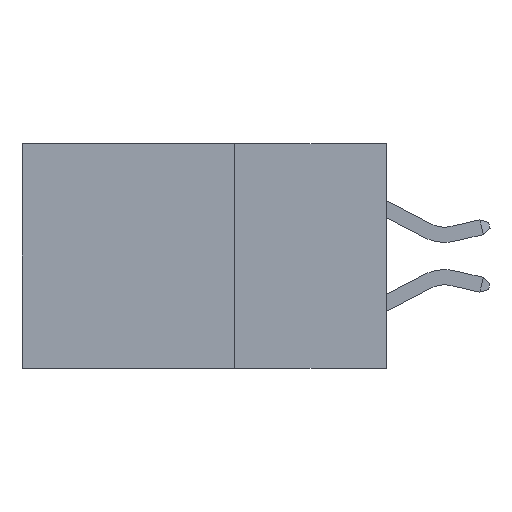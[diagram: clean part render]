
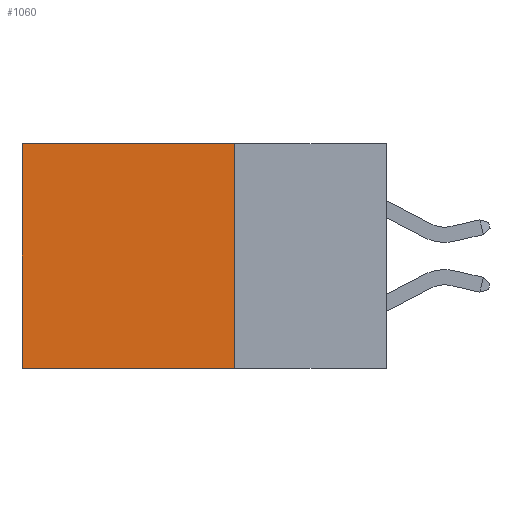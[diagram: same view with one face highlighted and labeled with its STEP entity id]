
A CAD part, left-side view. The second image highlights one B-rep face of the part: STEP entity #1060.
In plain terms, the highlighted planar face has unit normal (-1, 0, 0).
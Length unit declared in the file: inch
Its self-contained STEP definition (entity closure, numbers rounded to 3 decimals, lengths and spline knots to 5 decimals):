
#173 = DIRECTION ( 'NONE',  ( 0., 1., 0. ) ) ;
#1035 = EDGE_LOOP ( 'NONE', ( #1397, #8708, #20031, #19469 ) ) ;
#1060 = ADVANCED_FACE ( 'NONE', ( #25700 ), #14998, .F. ) ;
#1385 = CARTESIAN_POINT ( 'NONE',  ( 0.298, 0.6, 0. ) ) ;
#1397 = ORIENTED_EDGE ( 'NONE', *, *, #17126, .T. ) ;
#2379 = VECTOR ( 'NONE', #10733, 39.37008 ) ;
#3769 = DIRECTION ( 'NONE',  ( 0., 1., 0. ) ) ;
#4144 = VECTOR ( 'NONE', #173, 39.37008 ) ;
#5210 = VERTEX_POINT ( 'NONE', #6117 ) ;
#6117 = CARTESIAN_POINT ( 'NONE',  ( 0.298, 0.25, 0. ) ) ;
#7528 = CARTESIAN_POINT ( 'NONE',  ( 0.298, 0.6, 0. ) ) ;
#7673 = CARTESIAN_POINT ( 'NONE',  ( 0.298, 0.25, -0.37 ) ) ;
#7858 = LINE ( 'NONE', #24306, #2379 ) ;
#7924 = EDGE_CURVE ( 'NONE', #5210, #11159, #15434, .T. ) ;
#8654 = LINE ( 'NONE', #1385, #9938 ) ;
#8674 = EDGE_CURVE ( 'NONE', #19221, #17155, #17878, .T. ) ;
#8708 = ORIENTED_EDGE ( 'NONE', *, *, #8674, .F. ) ;
#9938 = VECTOR ( 'NONE', #15519, 39.37008 ) ;
#10733 = DIRECTION ( 'NONE',  ( 0., 0., -1. ) ) ;
#10874 = EDGE_CURVE ( 'NONE', #5210, #19221, #7858, .T. ) ;
#11159 = VERTEX_POINT ( 'NONE', #7528 ) ;
#12213 = CARTESIAN_POINT ( 'NONE',  ( 0.298, 0.25, 0. ) ) ;
#12649 = VECTOR ( 'NONE', #3769, 39.37008 ) ;
#14880 = DIRECTION ( 'NONE',  ( 0., 0., -1. ) ) ;
#14958 = DIRECTION ( 'NONE',  ( 1., 0., 0. ) ) ;
#14998 = PLANE ( 'NONE',  #24907 ) ;
#15434 = LINE ( 'NONE', #16313, #4144 ) ;
#15519 = DIRECTION ( 'NONE',  ( 0., 0., -1. ) ) ;
#16313 = CARTESIAN_POINT ( 'NONE',  ( 0.298, 0.25, 0. ) ) ;
#17126 = EDGE_CURVE ( 'NONE', #11159, #17155, #8654, .T. ) ;
#17155 = VERTEX_POINT ( 'NONE', #25222 ) ;
#17784 = CARTESIAN_POINT ( 'NONE',  ( 0.298, 0.25, -0.37 ) ) ;
#17878 = LINE ( 'NONE', #17784, #12649 ) ;
#19221 = VERTEX_POINT ( 'NONE', #7673 ) ;
#19469 = ORIENTED_EDGE ( 'NONE', *, *, #7924, .T. ) ;
#20031 = ORIENTED_EDGE ( 'NONE', *, *, #10874, .F. ) ;
#24306 = CARTESIAN_POINT ( 'NONE',  ( 0.298, 0.25, 0. ) ) ;
#24907 = AXIS2_PLACEMENT_3D ( 'NONE', #12213, #14958, #14880 ) ;
#25222 = CARTESIAN_POINT ( 'NONE',  ( 0.298, 0.6, -0.37 ) ) ;
#25700 = FACE_OUTER_BOUND ( 'NONE', #1035, .T. ) ;
